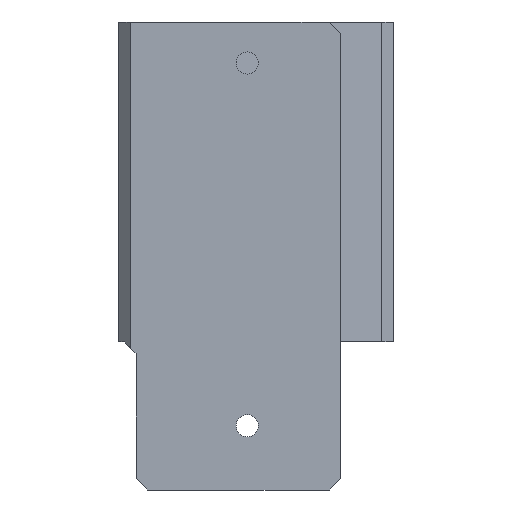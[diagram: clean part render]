
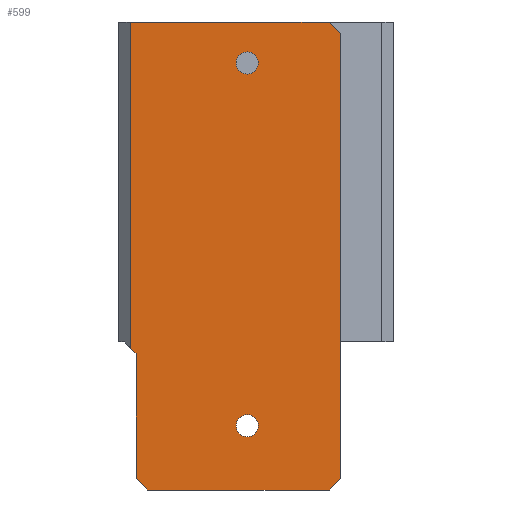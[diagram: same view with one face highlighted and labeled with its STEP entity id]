
A CAD part, front view. The second image highlights one B-rep face of the part: STEP entity #599.
In plain terms, the highlighted planar face has unit normal (0, -1, 0).
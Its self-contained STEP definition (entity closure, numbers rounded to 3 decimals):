
#15=FACE_BOUND('',#87,.T.);
#16=FACE_BOUND('',#88,.T.);
#31=PLANE('',#656);
#56=FACE_OUTER_BOUND('',#86,.T.);
#86=EDGE_LOOP('',(#448,#449,#450,#451,#452,#453,#454,#455,#456));
#87=EDGE_LOOP('',(#457));
#88=EDGE_LOOP('',(#458));
#129=LINE('',#870,#199);
#133=LINE('',#878,#203);
#147=LINE('',#906,#217);
#148=LINE('',#908,#218);
#149=LINE('',#910,#219);
#150=LINE('',#912,#220);
#151=LINE('',#914,#221);
#152=LINE('',#916,#222);
#153=LINE('',#917,#223);
#199=VECTOR('',#711,10.);
#203=VECTOR('',#717,10.);
#217=VECTOR('',#733,10.);
#218=VECTOR('',#734,10.);
#219=VECTOR('',#735,10.);
#220=VECTOR('',#736,10.);
#221=VECTOR('',#737,10.);
#222=VECTOR('',#738,10.);
#223=VECTOR('',#739,10.);
#267=CIRCLE('',#650,1.9);
#269=CIRCLE('',#653,1.9);
#281=VERTEX_POINT('',#856);
#283=VERTEX_POINT('',#862);
#285=VERTEX_POINT('',#867);
#286=VERTEX_POINT('',#869);
#289=VERTEX_POINT('',#877);
#302=VERTEX_POINT('',#905);
#303=VERTEX_POINT('',#907);
#304=VERTEX_POINT('',#909);
#305=VERTEX_POINT('',#911);
#306=VERTEX_POINT('',#913);
#307=VERTEX_POINT('',#915);
#338=EDGE_CURVE('',#281,#281,#267,.T.);
#341=EDGE_CURVE('',#283,#283,#269,.T.);
#343=EDGE_CURVE('',#285,#286,#129,.T.);
#347=EDGE_CURVE('',#286,#289,#133,.T.);
#361=EDGE_CURVE('',#302,#285,#147,.T.);
#362=EDGE_CURVE('',#302,#303,#148,.T.);
#363=EDGE_CURVE('',#304,#303,#149,.T.);
#364=EDGE_CURVE('',#304,#305,#150,.T.);
#365=EDGE_CURVE('',#306,#305,#151,.T.);
#366=EDGE_CURVE('',#307,#306,#152,.T.);
#367=EDGE_CURVE('',#289,#307,#153,.T.);
#448=ORIENTED_EDGE('',*,*,#343,.F.);
#449=ORIENTED_EDGE('',*,*,#361,.F.);
#450=ORIENTED_EDGE('',*,*,#362,.T.);
#451=ORIENTED_EDGE('',*,*,#363,.F.);
#452=ORIENTED_EDGE('',*,*,#364,.T.);
#453=ORIENTED_EDGE('',*,*,#365,.F.);
#454=ORIENTED_EDGE('',*,*,#366,.F.);
#455=ORIENTED_EDGE('',*,*,#367,.F.);
#456=ORIENTED_EDGE('',*,*,#347,.F.);
#457=ORIENTED_EDGE('',*,*,#338,.T.);
#458=ORIENTED_EDGE('',*,*,#341,.T.);
#599=ADVANCED_FACE('',(#56,#15,#16),#31,.T.);
#650=AXIS2_PLACEMENT_3D('',#858,#699,#700);
#653=AXIS2_PLACEMENT_3D('',#864,#706,#707);
#656=AXIS2_PLACEMENT_3D('',#904,#731,#732);
#699=DIRECTION('center_axis',(0.,1.,0.));
#700=DIRECTION('ref_axis',(1.,0.,0.));
#706=DIRECTION('center_axis',(0.,1.,0.));
#707=DIRECTION('ref_axis',(1.,0.,0.));
#711=DIRECTION('',(0.,0.,1.));
#717=DIRECTION('',(1.,0.,0.));
#731=DIRECTION('center_axis',(0.,-1.,0.));
#732=DIRECTION('ref_axis',(-1.,0.,0.));
#733=DIRECTION('',(-0.707,0.,0.707));
#734=DIRECTION('',(0.,0.,-1.));
#735=DIRECTION('',(-0.707,0.,0.707));
#736=DIRECTION('',(1.,0.,0.));
#737=DIRECTION('',(-0.707,0.,-0.707));
#738=DIRECTION('',(0.,0.,-1.));
#739=DIRECTION('',(0.707,0.,-0.707));
#856=CARTESIAN_POINT('',(-7.563,-77.668,210.339));
#858=CARTESIAN_POINT('Origin',(-5.663,-77.668,210.339));
#862=CARTESIAN_POINT('',(-7.563,-77.668,148.339));
#864=CARTESIAN_POINT('Origin',(-5.663,-77.668,148.339));
#867=CARTESIAN_POINT('',(-25.663,-77.668,161.639));
#869=CARTESIAN_POINT('',(-25.663,-77.668,217.339));
#870=CARTESIAN_POINT('',(-25.663,-77.668,217.339));
#877=CARTESIAN_POINT('',(8.337,-77.668,217.339));
#878=CARTESIAN_POINT('',(-96.663,-77.668,217.339));
#904=CARTESIAN_POINT('Origin',(-24.663,-77.668,217.339));
#905=CARTESIAN_POINT('',(-24.663,-77.668,160.639));
#906=CARTESIAN_POINT('',(-39.338,-77.668,175.314));
#907=CARTESIAN_POINT('',(-24.663,-77.668,139.339));
#908=CARTESIAN_POINT('',(-24.663,-77.668,217.339));
#909=CARTESIAN_POINT('',(-22.663,-77.668,137.339));
#910=CARTESIAN_POINT('',(-43.663,-77.668,158.339));
#911=CARTESIAN_POINT('',(8.337,-77.668,137.339));
#912=CARTESIAN_POINT('',(-24.663,-77.668,137.339));
#913=CARTESIAN_POINT('',(10.337,-77.668,139.339));
#914=CARTESIAN_POINT('',(20.587,-77.668,149.589));
#915=CARTESIAN_POINT('',(10.337,-77.668,215.339));
#916=CARTESIAN_POINT('',(10.337,-77.668,217.339));
#917=CARTESIAN_POINT('',(0.587,-77.668,225.089));
